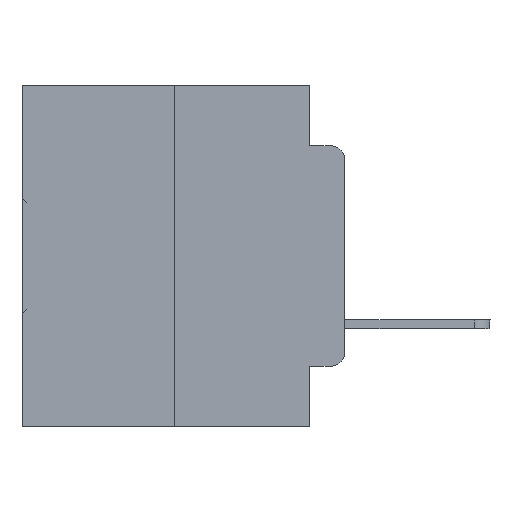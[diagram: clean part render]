
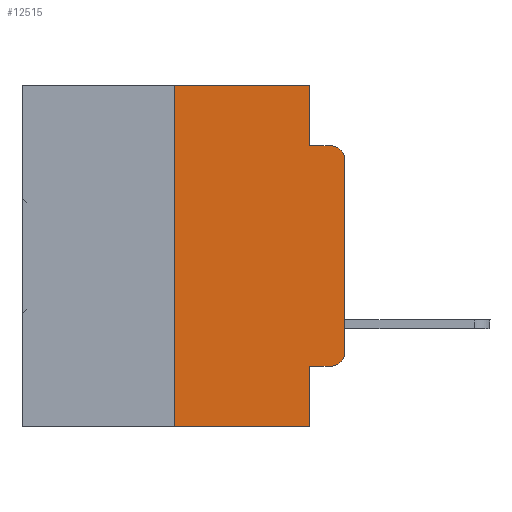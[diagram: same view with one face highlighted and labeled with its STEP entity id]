
A CAD part, left-side view. The second image highlights one B-rep face of the part: STEP entity #12515.
In plain terms, the highlighted planar face has unit normal (-1, 0, 0).
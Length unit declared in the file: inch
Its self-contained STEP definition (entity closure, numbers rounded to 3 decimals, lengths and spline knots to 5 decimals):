
#337 = DIRECTION ( 'NONE',  ( 0., -1., 0. ) ) ;
#684 = CARTESIAN_POINT ( 'NONE',  ( 0., 0.051, -0.4115 ) ) ;
#1701 = DIRECTION ( 'NONE',  ( 0., 0., -1. ) ) ;
#1881 = CARTESIAN_POINT ( 'NONE',  ( 0., 0.25, 0. ) ) ;
#2728 = ORIENTED_EDGE ( 'NONE', *, *, #8960, .F. ) ;
#3207 = CARTESIAN_POINT ( 'NONE',  ( 0., 0.02, -0.3915 ) ) ;
#3316 = DIRECTION ( 'NONE',  ( -1., 0., 0. ) ) ;
#4539 = VERTEX_POINT ( 'NONE', #25426 ) ;
#4614 = CARTESIAN_POINT ( 'NONE',  ( 0., 0.051, 0. ) ) ;
#5648 = VECTOR ( 'NONE', #26530, 39.37008 ) ;
#5837 = CARTESIAN_POINT ( 'NONE',  ( 0., 0.051, 0. ) ) ;
#6733 = CARTESIAN_POINT ( 'NONE',  ( 0., 0.051, -0.0885 ) ) ;
#7124 = VECTOR ( 'NONE', #23764, 39.37008 ) ;
#7900 = ORIENTED_EDGE ( 'NONE', *, *, #21940, .T. ) ;
#7926 = LINE ( 'NONE', #31354, #7124 ) ;
#8235 = VERTEX_POINT ( 'NONE', #8659 ) ;
#8456 = DIRECTION ( 'NONE',  ( 0., -1., 0. ) ) ;
#8659 = CARTESIAN_POINT ( 'NONE',  ( 0., 0., -0.3915 ) ) ;
#8960 = EDGE_CURVE ( 'NONE', #27559, #20844, #17543, .T. ) ;
#10451 = EDGE_CURVE ( 'NONE', #8235, #14784, #7926, .T. ) ;
#11040 = LINE ( 'NONE', #23251, #29196 ) ;
#11410 = CARTESIAN_POINT ( 'NONE',  ( 0., 0.02, -0.4115 ) ) ;
#11673 = CARTESIAN_POINT ( 'NONE',  ( 0., 0.473, 0. ) ) ;
#11889 = DIRECTION ( 'NONE',  ( 1., 0., 0. ) ) ;
#12392 = LINE ( 'NONE', #6733, #5648 ) ;
#12515 = ADVANCED_FACE ( 'NONE', ( #18526 ), #24479, .F. ) ;
#13283 = EDGE_CURVE ( 'NONE', #14784, #22909, #21644, .T. ) ;
#13392 = DIRECTION ( 'NONE',  ( 0., 0., -1. ) ) ;
#13738 = CARTESIAN_POINT ( 'NONE',  ( 0., 0.051, -0.5 ) ) ;
#13926 = EDGE_CURVE ( 'NONE', #4539, #17421, #20400, .T. ) ;
#14358 = CARTESIAN_POINT ( 'NONE',  ( 0., 0.051, 0. ) ) ;
#14411 = CARTESIAN_POINT ( 'NONE',  ( 0., 0.051, -0.0885 ) ) ;
#14517 = ORIENTED_EDGE ( 'NONE', *, *, #16031, .F. ) ;
#14784 = VERTEX_POINT ( 'NONE', #21430 ) ;
#15178 = EDGE_LOOP ( 'NONE', ( #24084, #27208, #14517, #2728, #25717, #26482, #24320, #20211, #7900, #25907 ) ) ;
#15279 = DIRECTION ( 'NONE',  ( 0., 0., -1. ) ) ;
#16031 = EDGE_CURVE ( 'NONE', #20844, #22909, #12392, .T. ) ;
#16542 = VECTOR ( 'NONE', #30980, 39.37008 ) ;
#17421 = VERTEX_POINT ( 'NONE', #13738 ) ;
#17543 = LINE ( 'NONE', #14358, #27400 ) ;
#18263 = VECTOR ( 'NONE', #8456, 39.37008 ) ;
#18526 = FACE_OUTER_BOUND ( 'NONE', #15178, .T. ) ;
#18647 = CARTESIAN_POINT ( 'NONE',  ( 0., 0.02, -0.0885 ) ) ;
#19314 = AXIS2_PLACEMENT_3D ( 'NONE', #3207, #3316, #13392 ) ;
#19716 = LINE ( 'NONE', #25802, #16542 ) ;
#19752 = LINE ( 'NONE', #32371, #27250 ) ;
#19982 = DIRECTION ( 'NONE',  ( 0., 0., -1. ) ) ;
#20183 = AXIS2_PLACEMENT_3D ( 'NONE', #11673, #11889, #1701 ) ;
#20211 = ORIENTED_EDGE ( 'NONE', *, *, #13926, .F. ) ;
#20344 = DIRECTION ( 'NONE',  ( -1., 0., 0. ) ) ;
#20400 = LINE ( 'NONE', #4614, #26313 ) ;
#20844 = VERTEX_POINT ( 'NONE', #14411 ) ;
#21430 = CARTESIAN_POINT ( 'NONE',  ( 0., 0., -0.1085 ) ) ;
#21644 = CIRCLE ( 'NONE', #27188, 0.02 ) ;
#21940 = EDGE_CURVE ( 'NONE', #4539, #32318, #22272, .T. ) ;
#22272 = LINE ( 'NONE', #684, #18263 ) ;
#22909 = VERTEX_POINT ( 'NONE', #18647 ) ;
#23251 = CARTESIAN_POINT ( 'NONE',  ( 0., 0.473, -0.5 ) ) ;
#23636 = EDGE_CURVE ( 'NONE', #24605, #32344, #19716, .T. ) ;
#23764 = DIRECTION ( 'NONE',  ( 0., 0., 1. ) ) ;
#24084 = ORIENTED_EDGE ( 'NONE', *, *, #10451, .T. ) ;
#24320 = ORIENTED_EDGE ( 'NONE', *, *, #26731, .T. ) ;
#24479 = PLANE ( 'NONE',  #20183 ) ;
#24605 = VERTEX_POINT ( 'NONE', #27068 ) ;
#25426 = CARTESIAN_POINT ( 'NONE',  ( 0., 0.051, -0.4115 ) ) ;
#25717 = ORIENTED_EDGE ( 'NONE', *, *, #31254, .F. ) ;
#25802 = CARTESIAN_POINT ( 'NONE',  ( 0., 0.25, 0. ) ) ;
#25907 = ORIENTED_EDGE ( 'NONE', *, *, #30804, .T. ) ;
#26313 = VECTOR ( 'NONE', #19982, 39.37008 ) ;
#26482 = ORIENTED_EDGE ( 'NONE', *, *, #23636, .F. ) ;
#26530 = DIRECTION ( 'NONE',  ( 0., -1., 0. ) ) ;
#26731 = EDGE_CURVE ( 'NONE', #24605, #17421, #11040, .T. ) ;
#27068 = CARTESIAN_POINT ( 'NONE',  ( 0., 0.25, -0.5 ) ) ;
#27188 = AXIS2_PLACEMENT_3D ( 'NONE', #30380, #20344, #15279 ) ;
#27208 = ORIENTED_EDGE ( 'NONE', *, *, #13283, .T. ) ;
#27250 = VECTOR ( 'NONE', #27525, 39.37008 ) ;
#27400 = VECTOR ( 'NONE', #31656, 39.37008 ) ;
#27525 = DIRECTION ( 'NONE',  ( 0., -1., 0. ) ) ;
#27559 = VERTEX_POINT ( 'NONE', #5837 ) ;
#27672 = CIRCLE ( 'NONE', #19314, 0.02 ) ;
#29196 = VECTOR ( 'NONE', #337, 39.37008 ) ;
#30380 = CARTESIAN_POINT ( 'NONE',  ( 0., 0.02, -0.1085 ) ) ;
#30804 = EDGE_CURVE ( 'NONE', #32318, #8235, #27672, .T. ) ;
#30980 = DIRECTION ( 'NONE',  ( 0., 0., 1. ) ) ;
#31254 = EDGE_CURVE ( 'NONE', #32344, #27559, #19752, .T. ) ;
#31354 = CARTESIAN_POINT ( 'NONE',  ( 0., 0., 0. ) ) ;
#31656 = DIRECTION ( 'NONE',  ( 0., 0., -1. ) ) ;
#32318 = VERTEX_POINT ( 'NONE', #11410 ) ;
#32344 = VERTEX_POINT ( 'NONE', #1881 ) ;
#32371 = CARTESIAN_POINT ( 'NONE',  ( 0., 0.473, 0. ) ) ;
